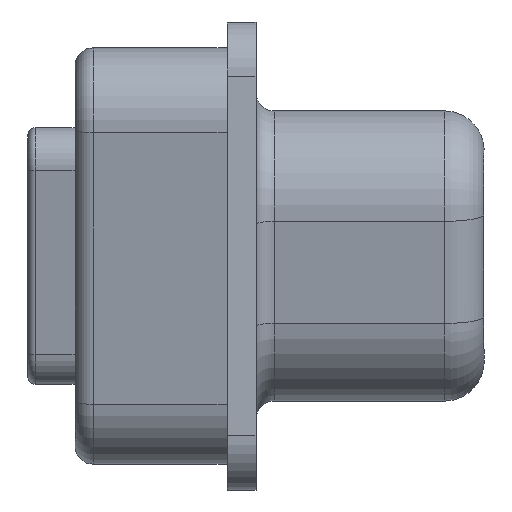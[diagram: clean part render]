
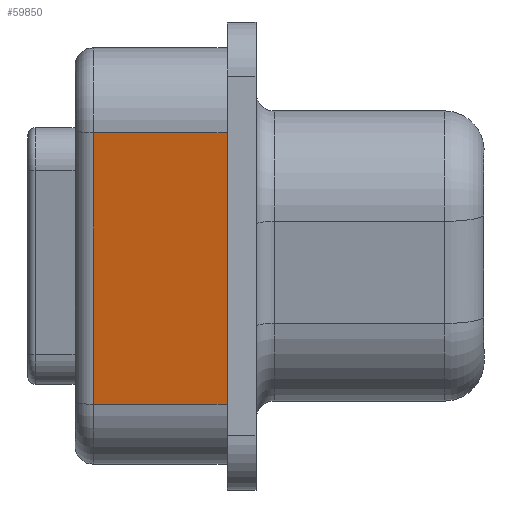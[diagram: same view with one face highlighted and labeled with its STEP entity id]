
A CAD part, left-side view. The second image highlights one B-rep face of the part: STEP entity #59850.
In plain terms, the highlighted face is planar.
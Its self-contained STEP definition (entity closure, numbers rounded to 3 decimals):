
#4640=CARTESIAN_POINT('',(-220.033,208.964,
-0.14));
#4650=VERTEX_POINT('',#4640);
#4680=CARTESIAN_POINT('',(-194.125,213.533,
-0.14));
#4690=DIRECTION('',(0.985,0.174,0.));
#4700=VECTOR('',#4690,1.);
#4710=LINE('',#4680,#4700);
#4720=CARTESIAN_POINT('',(-212.533,210.287,
-0.14));
#4730=VERTEX_POINT('',#4720);
#4740=EDGE_CURVE('',#4650,#4730,#4710,.T.);
#6950=CARTESIAN_POINT('',(-212.533,210.287,
-1.64));
#6960=DIRECTION('',(0.,0.,-1.));
#6970=VECTOR('',#6960,1.);
#6980=LINE('',#6950,#6970);
#6990=CARTESIAN_POINT('',(-212.533,210.287,
-3.84));
#7000=VERTEX_POINT('',#6990);
#7010=EDGE_CURVE('',#4730,#7000,#6980,.T.);
#7760=CARTESIAN_POINT('',(-194.212,213.517,
-3.84));
#7770=DIRECTION('',(-0.985,-0.174,
0.));
#7780=VECTOR('',#7770,1.);
#7790=LINE('',#7760,#7780);
#7800=CARTESIAN_POINT('',(-220.033,208.964,-3.84));
#7810=VERTEX_POINT('',#7800);
#7820=EDGE_CURVE('',#7000,#7810,#7790,.T.);
#59690=CARTESIAN_POINT('',(-220.033,208.964,-0.24));
#59700=DIRECTION('',(0.174,-0.985,0.));
#59710=DIRECTION('',(0.985,0.174,0.));
#59720=AXIS2_PLACEMENT_3D('',#59690,#59700,#59710);
#59730=PLANE('',#59720);
#59740=ORIENTED_EDGE('',*,*,#4740,.T.);
#59750=CARTESIAN_POINT('',(-220.033,208.964,-0.24));
#59760=DIRECTION('',(0.,0.,-1.));
#59770=VECTOR('',#59760,1.);
#59780=LINE('',#59750,#59770);
#59790=EDGE_CURVE('',#4650,#7810,#59780,.T.);
#59800=ORIENTED_EDGE('',*,*,#59790,.F.);
#59810=ORIENTED_EDGE('',*,*,#7820,.T.);
#59820=ORIENTED_EDGE('',*,*,#7010,.T.);
#59830=EDGE_LOOP('',(#59820,#59810,#59800,#59740));
#59840=FACE_OUTER_BOUND('',#59830,.T.);
#59850=ADVANCED_FACE('',(#59840),#59730,.F.);
